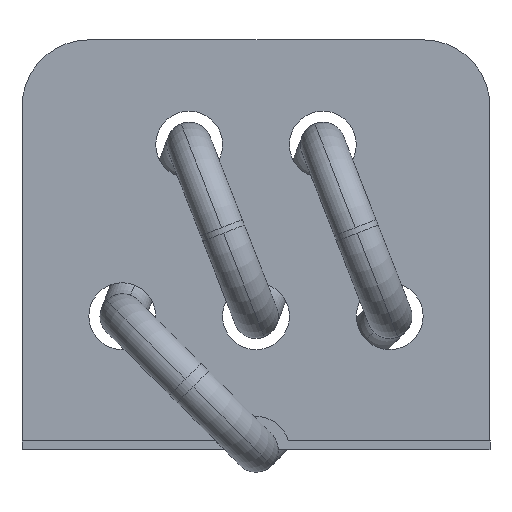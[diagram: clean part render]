
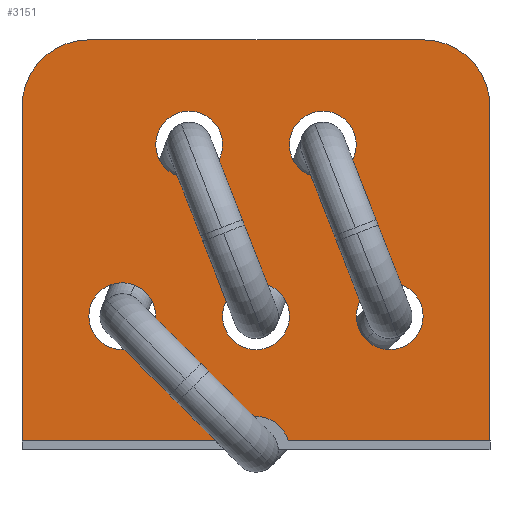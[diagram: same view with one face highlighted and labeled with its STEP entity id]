
A CAD part, left-side view. The second image highlights one B-rep face of the part: STEP entity #3151.
In plain terms, the highlighted planar face has unit normal (-1, 0, 0).
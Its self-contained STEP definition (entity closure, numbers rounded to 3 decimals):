
#2703=CARTESIAN_POINT('',(-3.,-0.75,3.3));
#2704=VERTEX_POINT('',#2703);
#2713=CARTESIAN_POINT('',(-3.,-0.75,4.05));
#2714=VERTEX_POINT('',#2713);
#2715=CARTESIAN_POINT('',(-3.,-0.75,3.675));
#2716=DIRECTION('',(1.0,0.0,0.0));
#2717=DIRECTION('',(0.0,0.0,1.0));
#2718=AXIS2_PLACEMENT_3D('',#2715,#2716,#2717);
#2719=CIRCLE('',#2718,0.375);
#2720=EDGE_CURVE('',#2714,#2704,#2719,.T.);
#2745=CARTESIAN_POINT('',(-3.,0.75,3.3));
#2746=VERTEX_POINT('',#2745);
#2755=CARTESIAN_POINT('',(-3.,0.75,4.05));
#2756=VERTEX_POINT('',#2755);
#2757=CARTESIAN_POINT('',(-3.,0.75,3.675));
#2758=DIRECTION('',(1.0,0.0,0.0));
#2759=DIRECTION('',(0.0,0.0,1.0));
#2760=AXIS2_PLACEMENT_3D('',#2757,#2758,#2759);
#2761=CIRCLE('',#2760,0.375);
#2762=EDGE_CURVE('',#2746,#2756,#2761,.F.);
#2787=CARTESIAN_POINT('',(-3.0,-1.5,1.375));
#2788=VERTEX_POINT('',#2787);
#2797=CARTESIAN_POINT('',(-3.,-1.5,2.125));
#2798=VERTEX_POINT('',#2797);
#2799=CARTESIAN_POINT('',(-3.0,-1.5,1.75));
#2800=DIRECTION('',(1.0,0.0,0.0));
#2801=DIRECTION('',(0.0,0.0,1.0));
#2802=AXIS2_PLACEMENT_3D('',#2799,#2800,#2801);
#2803=CIRCLE('',#2802,0.375);
#2804=EDGE_CURVE('',#2798,#2788,#2803,.T.);
#2829=CARTESIAN_POINT('',(-3.0,1.5,1.375));
#2830=VERTEX_POINT('',#2829);
#2839=CARTESIAN_POINT('',(-3.,1.5,2.125));
#2840=VERTEX_POINT('',#2839);
#2841=CARTESIAN_POINT('',(-3.0,1.5,1.75));
#2842=DIRECTION('',(1.0,0.0,0.0));
#2843=DIRECTION('',(0.0,0.0,1.0));
#2844=AXIS2_PLACEMENT_3D('',#2841,#2842,#2843);
#2845=CIRCLE('',#2844,0.375);
#2846=EDGE_CURVE('',#2830,#2840,#2845,.F.);
#2871=CARTESIAN_POINT('',(-3.0,0.,1.375));
#2872=VERTEX_POINT('',#2871);
#2881=CARTESIAN_POINT('',(-3.,0.,2.125));
#2882=VERTEX_POINT('',#2881);
#2883=CARTESIAN_POINT('',(-3.0,0.,1.75));
#2884=DIRECTION('',(1.0,0.0,0.0));
#2885=DIRECTION('',(0.0,0.0,1.0));
#2886=AXIS2_PLACEMENT_3D('',#2883,#2884,#2885);
#2887=CIRCLE('',#2886,0.375);
#2888=EDGE_CURVE('',#2872,#2882,#2887,.F.);
#2924=CARTESIAN_POINT('',(-3.,-1.875,4.85));
#2925=VERTEX_POINT('',#2924);
#2932=CARTESIAN_POINT('',(-3.,-2.625,4.1));
#2933=VERTEX_POINT('',#2932);
#2934=CARTESIAN_POINT('',(-3.,-1.875,4.1));
#2935=DIRECTION('',(1.0,0.0,0.0));
#2936=DIRECTION('',(0.0,0.0,1.0));
#2937=AXIS2_PLACEMENT_3D('',#2934,#2935,#2936);
#2938=CIRCLE('',#2937,0.75);
#2939=EDGE_CURVE('',#2933,#2925,#2938,.F.);
#2957=CARTESIAN_POINT('',(-3.0,0.361,0.35));
#2958=VERTEX_POINT('',#2957);
#2965=CARTESIAN_POINT('',(-3.0,2.625,0.35));
#2966=VERTEX_POINT('',#2965);
#2967=CARTESIAN_POINT('',(-3.0,0.361,0.35));
#2968=DIRECTION('',(0.0,1.0,0.0));
#2969=VECTOR('',#2968,2.264);
#2970=LINE('',#2967,#2969);
#2971=EDGE_CURVE('',#2958,#2966,#2970,.T.);
#3012=CARTESIAN_POINT('',(-3.,2.625,4.1));
#3013=VERTEX_POINT('',#3012);
#3014=CARTESIAN_POINT('',(-3.0,2.625,0.35));
#3015=DIRECTION('',(0.0,0.0,1.0));
#3016=VECTOR('',#3015,3.75);
#3017=LINE('',#3014,#3016);
#3018=EDGE_CURVE('',#2966,#3013,#3017,.T.);
#3053=CARTESIAN_POINT('',(-3.0,2.75,0.125));
#3054=DIRECTION('',(1.0,0.0,0.0));
#3055=DIRECTION('',(0.0,0.0,1.0));
#3056=AXIS2_PLACEMENT_3D('',#3053,#3054,#3055);
#3057=PLANE('',#3056);
#3058=CARTESIAN_POINT('',(-3.0,-2.625,0.35));
#3059=VERTEX_POINT('',#3058);
#3060=CARTESIAN_POINT('',(-3.0,-0.361,0.35));
#3061=VERTEX_POINT('',#3060);
#3062=CARTESIAN_POINT('',(-3.0,-2.625,0.35));
#3063=DIRECTION('',(0.0,1.0,0.0));
#3064=VECTOR('',#3063,2.264);
#3065=LINE('',#3062,#3064);
#3066=EDGE_CURVE('',#3059,#3061,#3065,.T.);
#3067=ORIENTED_EDGE('',*,*,#3066,.F.);
#3068=CARTESIAN_POINT('',(-3.0,-2.625,0.35));
#3069=DIRECTION('',(0.0,0.0,1.0));
#3070=VECTOR('',#3069,3.75);
#3071=LINE('',#3068,#3070);
#3072=EDGE_CURVE('',#3059,#2933,#3071,.T.);
#3073=ORIENTED_EDGE('',*,*,#3072,.T.);
#3074=ORIENTED_EDGE('',*,*,#2939,.T.);
#3075=CARTESIAN_POINT('',(-3.,1.875,4.85));
#3076=VERTEX_POINT('',#3075);
#3077=CARTESIAN_POINT('',(-3.,-1.875,4.85));
#3078=DIRECTION('',(0.0,1.0,0.0));
#3079=VECTOR('',#3078,3.75);
#3080=LINE('',#3077,#3079);
#3081=EDGE_CURVE('',#2925,#3076,#3080,.T.);
#3082=ORIENTED_EDGE('',*,*,#3081,.T.);
#3083=CARTESIAN_POINT('',(-3.,1.875,4.1));
#3084=DIRECTION('',(1.0,0.0,0.0));
#3085=DIRECTION('',(0.0,0.0,1.0));
#3086=AXIS2_PLACEMENT_3D('',#3083,#3084,#3085);
#3087=CIRCLE('',#3086,0.75);
#3088=EDGE_CURVE('',#3076,#3013,#3087,.F.);
#3089=ORIENTED_EDGE('',*,*,#3088,.T.);
#3090=ORIENTED_EDGE('',*,*,#3018,.F.);
#3091=ORIENTED_EDGE('',*,*,#2971,.F.);
#3092=CARTESIAN_POINT('',(-3.0,0.,0.25));
#3093=DIRECTION('',(1.0,0.0,0.0));
#3094=DIRECTION('',(0.0,0.0,1.0));
#3095=AXIS2_PLACEMENT_3D('',#3092,#3093,#3094);
#3096=CIRCLE('',#3095,0.375);
#3097=EDGE_CURVE('',#3061,#2958,#3096,.F.);
#3098=ORIENTED_EDGE('',*,*,#3097,.F.);
#3099=EDGE_LOOP('',(#3067,#3073,#3074,#3082,#3089,#3090,#3091,#3098));
#3100=FACE_OUTER_BOUND('',#3099,.T.);
#3101=ORIENTED_EDGE('',*,*,#2804,.T.);
#3102=CARTESIAN_POINT('',(-3.0,-1.5,1.75));
#3103=DIRECTION('',(1.0,0.0,0.0));
#3104=DIRECTION('',(0.0,0.0,1.0));
#3105=AXIS2_PLACEMENT_3D('',#3102,#3103,#3104);
#3106=CIRCLE('',#3105,0.375);
#3107=EDGE_CURVE('',#2788,#2798,#3106,.T.);
#3108=ORIENTED_EDGE('',*,*,#3107,.T.);
#3109=EDGE_LOOP('',(#3101,#3108));
#3110=FACE_BOUND('',#3109,.T.);
#3111=CARTESIAN_POINT('',(-3.0,0.,1.75));
#3112=DIRECTION('',(1.0,0.0,0.0));
#3113=DIRECTION('',(0.0,0.0,1.0));
#3114=AXIS2_PLACEMENT_3D('',#3111,#3112,#3113);
#3115=CIRCLE('',#3114,0.375);
#3116=EDGE_CURVE('',#2882,#2872,#3115,.F.);
#3117=ORIENTED_EDGE('',*,*,#3116,.F.);
#3118=ORIENTED_EDGE('',*,*,#2888,.F.);
#3119=EDGE_LOOP('',(#3117,#3118));
#3120=FACE_BOUND('',#3119,.T.);
#3121=CARTESIAN_POINT('',(-3.0,1.5,1.75));
#3122=DIRECTION('',(1.0,0.0,0.0));
#3123=DIRECTION('',(0.0,0.0,1.0));
#3124=AXIS2_PLACEMENT_3D('',#3121,#3122,#3123);
#3125=CIRCLE('',#3124,0.375);
#3126=EDGE_CURVE('',#2840,#2830,#3125,.F.);
#3127=ORIENTED_EDGE('',*,*,#3126,.F.);
#3128=ORIENTED_EDGE('',*,*,#2846,.F.);
#3129=EDGE_LOOP('',(#3127,#3128));
#3130=FACE_BOUND('',#3129,.T.);
#3131=ORIENTED_EDGE('',*,*,#2720,.T.);
#3132=CARTESIAN_POINT('',(-3.,-0.75,3.675));
#3133=DIRECTION('',(1.0,0.0,0.0));
#3134=DIRECTION('',(0.0,0.0,1.0));
#3135=AXIS2_PLACEMENT_3D('',#3132,#3133,#3134);
#3136=CIRCLE('',#3135,0.375);
#3137=EDGE_CURVE('',#2704,#2714,#3136,.T.);
#3138=ORIENTED_EDGE('',*,*,#3137,.T.);
#3139=EDGE_LOOP('',(#3131,#3138));
#3140=FACE_BOUND('',#3139,.T.);
#3141=CARTESIAN_POINT('',(-3.,0.75,3.675));
#3142=DIRECTION('',(1.0,0.0,0.0));
#3143=DIRECTION('',(0.0,0.0,1.0));
#3144=AXIS2_PLACEMENT_3D('',#3141,#3142,#3143);
#3145=CIRCLE('',#3144,0.375);
#3146=EDGE_CURVE('',#2756,#2746,#3145,.F.);
#3147=ORIENTED_EDGE('',*,*,#3146,.F.);
#3148=ORIENTED_EDGE('',*,*,#2762,.F.);
#3149=EDGE_LOOP('',(#3147,#3148));
#3150=FACE_BOUND('',#3149,.T.);
#3151=ADVANCED_FACE('',(#3100,#3110,#3120,#3130,#3140,#3150),#3057,.F.);
